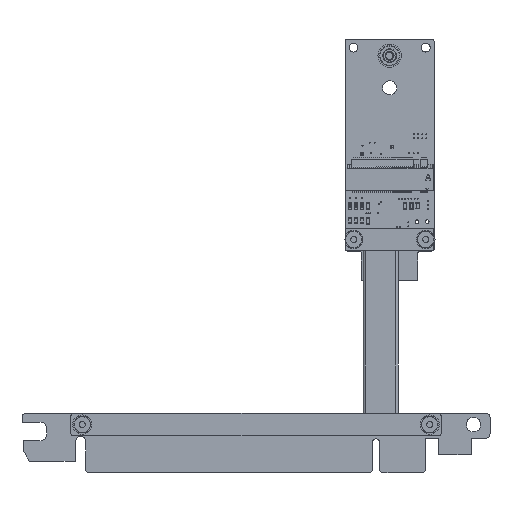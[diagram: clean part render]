
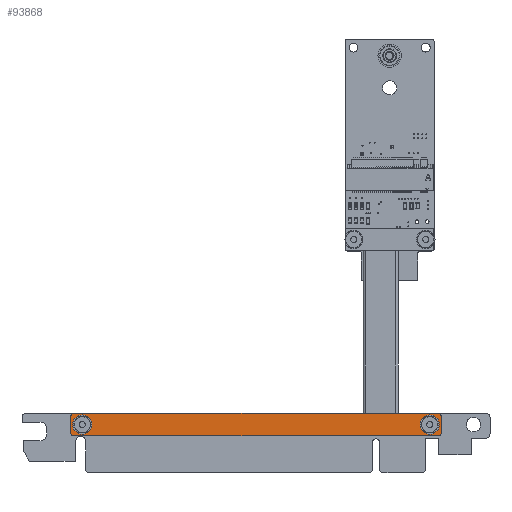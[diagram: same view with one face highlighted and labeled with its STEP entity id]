
A CAD part, top view. The second image highlights one B-rep face of the part: STEP entity #93868.
In plain terms, the highlighted planar face has unit normal (0, 0, 1).
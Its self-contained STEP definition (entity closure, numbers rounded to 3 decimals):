
#93622 = VERTEX_POINT('',#93623);
#93623 = CARTESIAN_POINT('',(-2.793,-2.305,2.5));
#93629 = EDGE_CURVE('',#93630,#93622,#93632,.T.);
#93630 = VERTEX_POINT('',#93631);
#93631 = CARTESIAN_POINT('',(-2.793,2.295,2.5));
#93632 = LINE('',#93633,#93634);
#93633 = CARTESIAN_POINT('',(-2.793,2.795,2.5));
#93634 = VECTOR('',#93635,1.);
#93635 = DIRECTION('',(0.,-1.,0.));
#93651 = EDGE_CURVE('',#93652,#93654,#93656,.T.);
#93652 = VERTEX_POINT('',#93653);
#93653 = CARTESIAN_POINT('',(-2.293,-2.805,2.5));
#93654 = VERTEX_POINT('',#93655);
#93655 = CARTESIAN_POINT('',(88.807,-2.805,2.5));
#93656 = LINE('',#93657,#93658);
#93657 = CARTESIAN_POINT('',(-2.793,-2.805,2.5));
#93658 = VECTOR('',#93659,1.);
#93659 = DIRECTION('',(1.,0.,0.));
#93682 = EDGE_CURVE('',#93683,#93685,#93687,.T.);
#93683 = VERTEX_POINT('',#93684);
#93684 = CARTESIAN_POINT('',(89.307,-2.305,2.5));
#93685 = VERTEX_POINT('',#93686);
#93686 = CARTESIAN_POINT('',(89.307,2.295,2.5));
#93687 = LINE('',#93688,#93689);
#93688 = CARTESIAN_POINT('',(89.307,-2.805,2.5));
#93689 = VECTOR('',#93690,1.);
#93690 = DIRECTION('',(0.,1.,0.));
#93715 = VERTEX_POINT('',#93716);
#93716 = CARTESIAN_POINT('',(-2.293,2.795,2.5));
#93722 = EDGE_CURVE('',#93723,#93715,#93725,.T.);
#93723 = VERTEX_POINT('',#93724);
#93724 = CARTESIAN_POINT('',(88.807,2.795,2.5));
#93725 = LINE('',#93726,#93727);
#93726 = CARTESIAN_POINT('',(89.307,2.795,2.5));
#93727 = VECTOR('',#93728,1.);
#93728 = DIRECTION('',(-1.,0.,0.));
#93868 = ADVANCED_FACE('',(#93869,#93880,#93891),#93925,.T.);
#93869 = FACE_BOUND('',#93870,.T.);
#93870 = EDGE_LOOP('',(#93871));
#93871 = ORIENTED_EDGE('',*,*,#93872,.F.);
#93872 = EDGE_CURVE('',#93873,#93873,#93875,.T.);
#93873 = VERTEX_POINT('',#93874);
#93874 = CARTESIAN_POINT('',(88.907,-0.005,2.5));
#93875 = CIRCLE('',#93876,2.4);
#93876 = AXIS2_PLACEMENT_3D('',#93877,#93878,#93879);
#93877 = CARTESIAN_POINT('',(86.507,-0.005,2.5));
#93878 = DIRECTION('',(0.,0.,1.));
#93879 = DIRECTION('',(1.,0.,0.));
#93880 = FACE_BOUND('',#93881,.T.);
#93881 = EDGE_LOOP('',(#93882));
#93882 = ORIENTED_EDGE('',*,*,#93883,.F.);
#93883 = EDGE_CURVE('',#93884,#93884,#93886,.T.);
#93884 = VERTEX_POINT('',#93885);
#93885 = CARTESIAN_POINT('',(2.4,0.,2.5));
#93886 = CIRCLE('',#93887,2.4);
#93887 = AXIS2_PLACEMENT_3D('',#93888,#93889,#93890);
#93888 = CARTESIAN_POINT('',(0.,0.,2.5));
#93889 = DIRECTION('',(0.,0.,1.));
#93890 = DIRECTION('',(1.,0.,0.));
#93891 = FACE_BOUND('',#93892,.T.);
#93892 = EDGE_LOOP('',(#93893,#93894,#93901,#93902,#93909,#93910,#93917,
    #93918));
#93893 = ORIENTED_EDGE('',*,*,#93629,.T.);
#93894 = ORIENTED_EDGE('',*,*,#93895,.T.);
#93895 = EDGE_CURVE('',#93622,#93652,#93896,.T.);
#93896 = CIRCLE('',#93897,0.5);
#93897 = AXIS2_PLACEMENT_3D('',#93898,#93899,#93900);
#93898 = CARTESIAN_POINT('',(-2.293,-2.305,2.5));
#93899 = DIRECTION('',(0.,0.,1.));
#93900 = DIRECTION('',(1.,0.,0.));
#93901 = ORIENTED_EDGE('',*,*,#93651,.T.);
#93902 = ORIENTED_EDGE('',*,*,#93903,.T.);
#93903 = EDGE_CURVE('',#93654,#93683,#93904,.T.);
#93904 = CIRCLE('',#93905,0.5);
#93905 = AXIS2_PLACEMENT_3D('',#93906,#93907,#93908);
#93906 = CARTESIAN_POINT('',(88.807,-2.305,2.5));
#93907 = DIRECTION('',(0.,0.,1.));
#93908 = DIRECTION('',(1.,0.,0.));
#93909 = ORIENTED_EDGE('',*,*,#93682,.T.);
#93910 = ORIENTED_EDGE('',*,*,#93911,.T.);
#93911 = EDGE_CURVE('',#93685,#93723,#93912,.T.);
#93912 = CIRCLE('',#93913,0.5);
#93913 = AXIS2_PLACEMENT_3D('',#93914,#93915,#93916);
#93914 = CARTESIAN_POINT('',(88.807,2.295,2.5));
#93915 = DIRECTION('',(0.,0.,1.));
#93916 = DIRECTION('',(1.,0.,0.));
#93917 = ORIENTED_EDGE('',*,*,#93722,.T.);
#93918 = ORIENTED_EDGE('',*,*,#93919,.T.);
#93919 = EDGE_CURVE('',#93715,#93630,#93920,.T.);
#93920 = CIRCLE('',#93921,0.5);
#93921 = AXIS2_PLACEMENT_3D('',#93922,#93923,#93924);
#93922 = CARTESIAN_POINT('',(-2.293,2.295,2.5));
#93923 = DIRECTION('',(0.,0.,1.));
#93924 = DIRECTION('',(1.,0.,0.));
#93925 = PLANE('',#93926);
#93926 = AXIS2_PLACEMENT_3D('',#93927,#93928,#93929);
#93927 = CARTESIAN_POINT('',(0.,0.,2.5));
#93928 = DIRECTION('',(0.,0.,1.));
#93929 = DIRECTION('',(1.,0.,0.));
